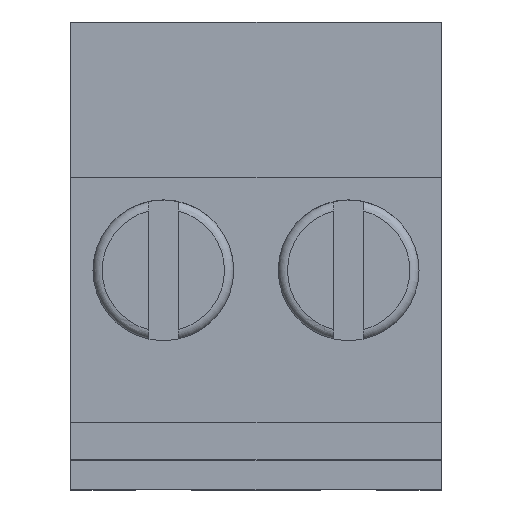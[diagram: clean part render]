
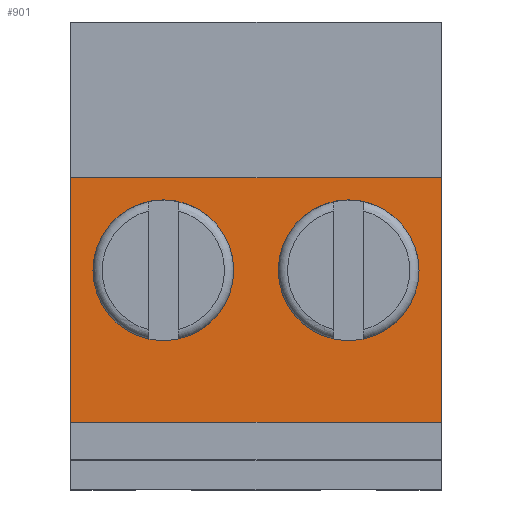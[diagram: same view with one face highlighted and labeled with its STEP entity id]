
A CAD part, top view. The second image highlights one B-rep face of the part: STEP entity #901.
In plain terms, the highlighted planar face has unit normal (0, 0, 1).
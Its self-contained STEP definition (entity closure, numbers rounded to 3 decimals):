
#901 = ADVANCED_FACE( '', ( #1863, #1864, #1865 ), #1866, .T. );
#1863 = FACE_BOUND( '', #2921, .T. );
#1864 = FACE_OUTER_BOUND( '', #2922, .T. );
#1865 = FACE_BOUND( '', #2923, .T. );
#1866 = PLANE( '', #2924 );
#2921 = EDGE_LOOP( '', ( #5323 ) );
#2922 = EDGE_LOOP( '', ( #5324, #5325, #5326, #5327 ) );
#2923 = EDGE_LOOP( '', ( #5328 ) );
#2924 = AXIS2_PLACEMENT_3D( '', #5329, #5330, #5331 );
#5323 = ORIENTED_EDGE( '', *, *, #7512, .T. );
#5324 = ORIENTED_EDGE( '', *, *, #7119, .F. );
#5325 = ORIENTED_EDGE( '', *, *, #7000, .F. );
#5326 = ORIENTED_EDGE( '', *, *, #7513, .T. );
#5327 = ORIENTED_EDGE( '', *, *, #7367, .T. );
#5328 = ORIENTED_EDGE( '', *, *, #6743, .T. );
#5329 = CARTESIAN_POINT( '', ( 5., -4.5, 9.025 ) );
#5330 = DIRECTION( '', ( 0., 0., 1. ) );
#5331 = DIRECTION( '', ( 1., 0., 0. ) );
#6743 = EDGE_CURVE( '', #8193, #8193, #8194, .T. );
#7000 = EDGE_CURVE( '', #8621, #8617, #8623, .T. );
#7119 = EDGE_CURVE( '', #8617, #8804, #8805, .T. );
#7367 = EDGE_CURVE( '', #9163, #8804, #9164, .T. );
#7512 = EDGE_CURVE( '', #9350, #9350, #9351, .T. );
#7513 = EDGE_CURVE( '', #8621, #9163, #9352, .T. );
#8193 = VERTEX_POINT( '', #10235 );
#8194 = CIRCLE( '', #10236, 1.9 );
#8617 = VERTEX_POINT( '', #10856 );
#8621 = VERTEX_POINT( '', #10862 );
#8623 = LINE( '', #10865, #10866 );
#8804 = VERTEX_POINT( '', #11130 );
#8805 = LINE( '', #11131, #11132 );
#9163 = VERTEX_POINT( '', #11664 );
#9164 = LINE( '', #11665, #11666 );
#9350 = VERTEX_POINT( '', #11940 );
#9351 = CIRCLE( '', #11941, 1.9 );
#9352 = LINE( '', #11942, #11943 );
#10235 = CARTESIAN_POINT( '', ( -4.4, -0.4, 9.025 ) );
#10236 = AXIS2_PLACEMENT_3D( '', #12563, #12564, #12565 );
#10856 = CARTESIAN_POINT( '', ( -5., -4.5, 9.025 ) );
#10862 = CARTESIAN_POINT( '', ( 5., -4.5, 9.025 ) );
#10865 = CARTESIAN_POINT( '', ( 5., -4.5, 9.025 ) );
#10866 = VECTOR( '', #12819, 1000. );
#11130 = CARTESIAN_POINT( '', ( -5., 2.1, 9.025 ) );
#11131 = CARTESIAN_POINT( '', ( -5., -4.5, 9.025 ) );
#11132 = VECTOR( '', #12927, 1000. );
#11664 = CARTESIAN_POINT( '', ( 5., 2.1, 9.025 ) );
#11665 = CARTESIAN_POINT( '', ( 5., 2.1, 9.025 ) );
#11666 = VECTOR( '', #13173, 1000. );
#11940 = CARTESIAN_POINT( '', ( 0.6, -0.4, 9.025 ) );
#11941 = AXIS2_PLACEMENT_3D( '', #13298, #13299, #13300 );
#11942 = CARTESIAN_POINT( '', ( 5., -4.5, 9.025 ) );
#11943 = VECTOR( '', #13301, 1000. );
#12563 = CARTESIAN_POINT( '', ( -2.5, -0.4, 9.025 ) );
#12564 = DIRECTION( '', ( 0., 0., -1. ) );
#12565 = DIRECTION( '', ( -1., 0., 0. ) );
#12819 = DIRECTION( '', ( -1., 0., 0. ) );
#12927 = DIRECTION( '', ( 0., 1., 0. ) );
#13173 = DIRECTION( '', ( -1., 0., 0. ) );
#13298 = CARTESIAN_POINT( '', ( 2.5, -0.4, 9.025 ) );
#13299 = DIRECTION( '', ( 0., 0., -1. ) );
#13300 = DIRECTION( '', ( -1., 0., 0. ) );
#13301 = DIRECTION( '', ( 0., 1., 0. ) );
